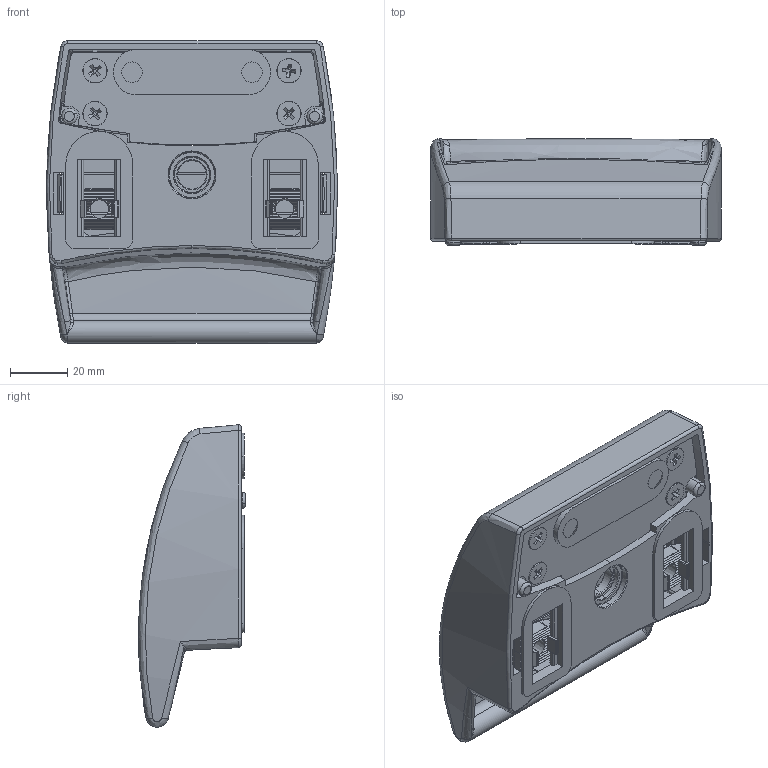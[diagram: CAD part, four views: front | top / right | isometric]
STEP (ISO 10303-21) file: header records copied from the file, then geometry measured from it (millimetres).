
FILE_DESCRIPTION (( 'STEP AP214' ), '1' );
FILE_NAME ('new products0957601.step', '2017-09-26T11:46:11', ( '' ), ( '' ), 'SwSTEP 2.0', 'SolidWorks 2017', '' );
FILE_SCHEMA (( 'AUTOMOTIVE_DESIGN' ));
Length unit declared in the file: millimetre
Products named in the file (13): 0957601R05_0957601R05; 0957601RS01_0957601RS01; 0957601RS07_0957601RS07; 0957601RS06_0957601RS06; self tapping screw DIN 7982 4,2x10 zink plated_Tapping screw DIN 7982-ST4.2x10; 0957601RS03_0957601RS03; 0957601RS05_0957601RS05; 0957601RS04_0957601RS04; 0957601RS02_0957601RS02; 0957601R04_0957601R04; 0957601R02_0957601R02; 0957601R01_0957601R01; new products0957601
Assembly tree (20 placements, depth 3):
  new products0957601
    0957601R01_0957601R01
    0957601R02_0957601R02
    0957601R04_0957601R04  x2
    0957601RS01_0957601RS01
      0957601RS02_0957601RS02  x2
      0957601RS04_0957601RS04
      0957601RS05_0957601RS05
      0957601RS03_0957601RS03
      self tapping screw DIN 7982 4,2x10 zink plated_Tapping screw DIN 7982-ST4.2x10  x6
      0957601RS06_0957601RS06
      0957601RS07_0957601RS07
    0957601R05_0957601R05  x2
Bounding box: 101.99 x 37.48 x 105.99 mm (x, y, z)
Volume: 100857.3 mm3; surface area: 73839.7 mm2
Topology: 19 solids, 19 shells, 2377 faces, 5911 edges, 3487 vertices
Faces by surface type: plane 960, cylinder 670, bspline 304, torus 188, cone 173, sphere 82
Entity records: 62760 total; most frequent: CARTESIAN_POINT 19842, ORIENTED_EDGE 9238, DIRECTION 8492, EDGE_CURVE 4619, AXIS2_PLACEMENT_3D 3092, VERTEX_POINT 2761, VECTOR 2308, LINE 2308
